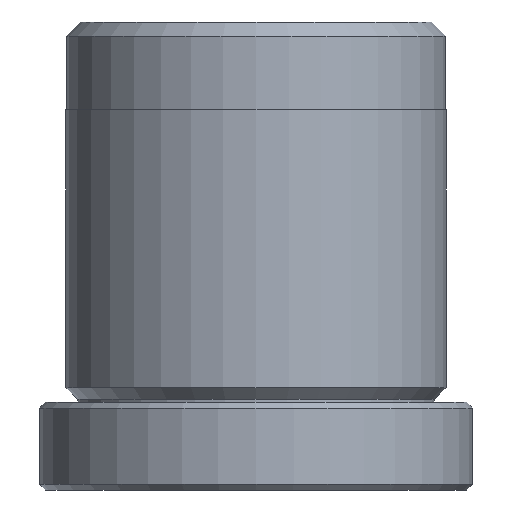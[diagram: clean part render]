
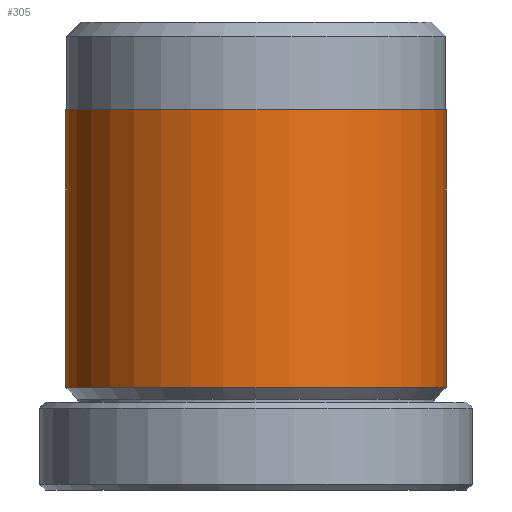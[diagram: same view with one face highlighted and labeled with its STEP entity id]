
A CAD part, front view. The second image highlights one B-rep face of the part: STEP entity #305.
In plain terms, the highlighted cylindrical face has radius 6.5 mm (diameter 13 mm), a partial arc.
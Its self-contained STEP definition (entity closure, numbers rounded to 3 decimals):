
#1 = CARTESIAN_POINT ( 'NONE',  ( 6.5, 0., 3.5 ) ) ;
#2 = ORIENTED_EDGE ( 'NONE', *, *, #1262, .F. ) ;
#4 = ORIENTED_EDGE ( 'NONE', *, *, #1919, .F. ) ;
#84 = ORIENTED_EDGE ( 'NONE', *, *, #802, .T. ) ;
#122 = CARTESIAN_POINT ( 'NONE',  ( -6.5, 0., 16. ) ) ;
#123 = DIRECTION ( 'NONE',  ( 0., 0., 1. ) ) ;
#200 = ORIENTED_EDGE ( 'NONE', *, *, #584, .F. ) ;
#301 = CARTESIAN_POINT ( 'NONE',  ( 0., 0., 3.5 ) ) ;
#305 = ADVANCED_FACE ( 'NONE', ( #2124 ), #2075, .T. ) ;
#454 = CIRCLE ( 'NONE', #773, 6.5 ) ;
#457 = DIRECTION ( 'NONE',  ( -1., 0., 0. ) ) ;
#554 = LINE ( 'NONE', #2043, #1344 ) ;
#584 = EDGE_CURVE ( 'NONE', #990, #1622, #554, .T. ) ;
#748 = VERTEX_POINT ( 'NONE', #1104 ) ;
#773 = AXIS2_PLACEMENT_3D ( 'NONE', #301, #1475, #457 ) ;
#802 = EDGE_CURVE ( 'NONE', #1396, #748, #1847, .T. ) ;
#831 = CARTESIAN_POINT ( 'NONE',  ( 0., 0., 16. ) ) ;
#882 = DIRECTION ( 'NONE',  ( -1., 0., 0. ) ) ;
#902 = DIRECTION ( 'NONE',  ( 0., 0., -1. ) ) ;
#948 = AXIS2_PLACEMENT_3D ( 'NONE', #1119, #123, #1300 ) ;
#955 = DIRECTION ( 'NONE',  ( 0., 0., -1. ) ) ;
#990 = VERTEX_POINT ( 'NONE', #1566 ) ;
#1068 = AXIS2_PLACEMENT_3D ( 'NONE', #831, #902, #882 ) ;
#1104 = CARTESIAN_POINT ( 'NONE',  ( -6.5, 0., 3.5 ) ) ;
#1119 = CARTESIAN_POINT ( 'NONE',  ( 0., 0., 13. ) ) ;
#1262 = EDGE_CURVE ( 'NONE', #1396, #990, #1879, .T. ) ;
#1300 = DIRECTION ( 'NONE',  ( 1., 0., 0. ) ) ;
#1344 = VECTOR ( 'NONE', #1884, 1000. ) ;
#1396 = VERTEX_POINT ( 'NONE', #1964 ) ;
#1475 = DIRECTION ( 'NONE',  ( 0., 0., -1. ) ) ;
#1566 = CARTESIAN_POINT ( 'NONE',  ( 6.5, 0., 13. ) ) ;
#1588 = EDGE_LOOP ( 'NONE', ( #200, #2, #84, #4 ) ) ;
#1622 = VERTEX_POINT ( 'NONE', #1 ) ;
#1750 = VECTOR ( 'NONE', #955, 1000. ) ;
#1847 = LINE ( 'NONE', #122, #1750 ) ;
#1879 = CIRCLE ( 'NONE', #948, 6.5 ) ;
#1884 = DIRECTION ( 'NONE',  ( 0., 0., -1. ) ) ;
#1919 = EDGE_CURVE ( 'NONE', #1622, #748, #454, .T. ) ;
#1964 = CARTESIAN_POINT ( 'NONE',  ( -6.5, 0., 13. ) ) ;
#2043 = CARTESIAN_POINT ( 'NONE',  ( 6.5, 0., 16. ) ) ;
#2075 = CYLINDRICAL_SURFACE ( 'NONE', #1068, 6.5 ) ;
#2124 = FACE_OUTER_BOUND ( 'NONE', #1588, .T. ) ;
